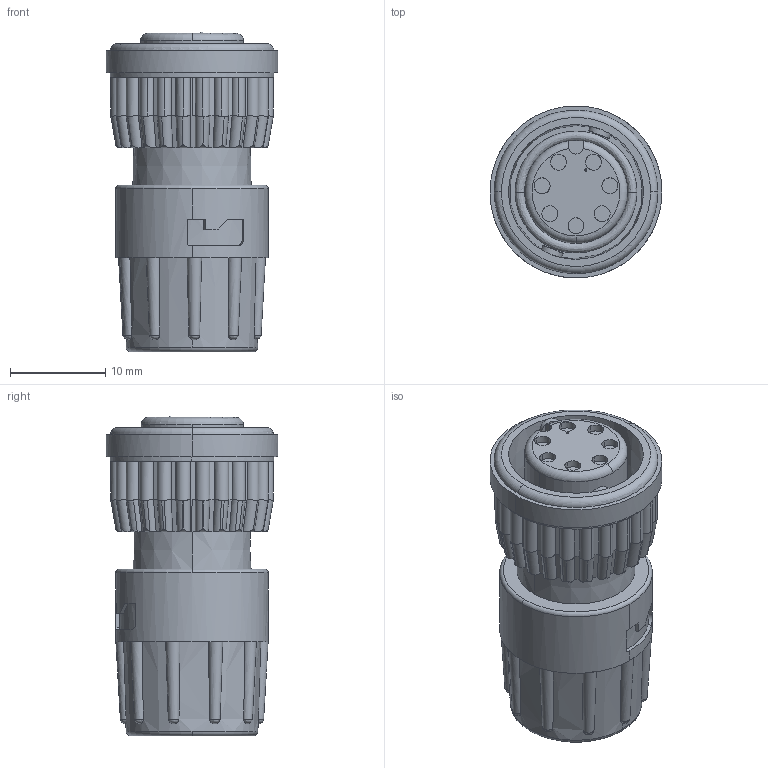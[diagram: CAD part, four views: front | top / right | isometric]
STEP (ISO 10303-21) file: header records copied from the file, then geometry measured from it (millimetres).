
FILE_DESCRIPTION (( 'STEP AP203' ), '1' );
FILE_NAME ('6280-7SG-321.STEP', '2013-08-05T16:17:11', ( 'J0FPBF1' ), ( '' ), 'SwSTEP 2.0', 'SolidWorks 2012', '' );
FILE_SCHEMA (( 'CONFIG_CONTROL_DESIGN' ));
Length unit declared in the file: inch
Products named in the file (1): 6280-7SG-321
Bounding box: 18.03 x 18.03 x 33.53 mm (x, y, z)
Volume: 5505.8 mm3; surface area: 3081.2 mm2
Topology: 1 solids, 1 shells, 329 faces, 970 edges, 657 vertices
Faces by surface type: cylinder 188, plane 77, torus 32, bspline 24, cone 7, sphere 1
Entity records: 18522 total; most frequent: CARTESIAN_POINT 10886, ORIENTED_EDGE 1932, DIRECTION 1057, EDGE_CURVE 966, VERTEX_POINT 656, B_SPLINE_CURVE_WITH_KNOTS 622, AXIS2_PLACEMENT_3D 412, EDGE_LOOP 346
